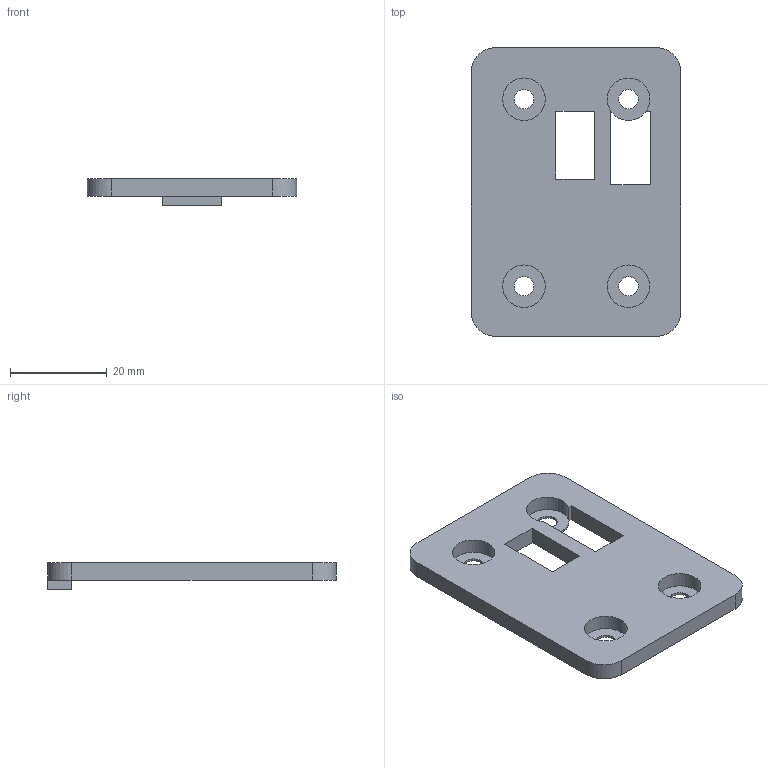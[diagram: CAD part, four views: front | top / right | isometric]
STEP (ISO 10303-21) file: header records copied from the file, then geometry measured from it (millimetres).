
FILE_DESCRIPTION(/* description */ (''),/* implementation_level */ '2;1');
FILE_NAME(/* name */ 'Top.step',/* time_stamp */ '2025-06-29T06:32:11+05:00',/* author */ (''),/* organization */ (''),/* preprocessor_version */ 'ST-DEVELOPER v20.1',/* originating_system */ 'Autodesk Translation Framework v14.10.0.0',/* authorisation */ '');
FILE_SCHEMA (('AUTOMOTIVE_DESIGN { 1 0 10303 214 3 1 1 }'));
Length unit declared in the file: millimetre
Products named in the file (1): Top
Bounding box: 43.3 x 59.66 x 5.5 mm (x, y, z)
Volume: 7745.5 mm3; surface area: 5992.7 mm2
Topology: 1 solids, 1 shells, 35 faces, 88 edges, 58 vertices
Faces by surface type: plane 22, cylinder 13
Full cylindrical faces by diameter (mm): 4 x4, 8.8 x3
Entity records: 1109 total; most frequent: DIRECTION 186, CARTESIAN_POINT 182, ORIENTED_EDGE 176, EDGE_CURVE 88, LINE 62, VECTOR 62, AXIS2_PLACEMENT_3D 62, VERTEX_POINT 58
